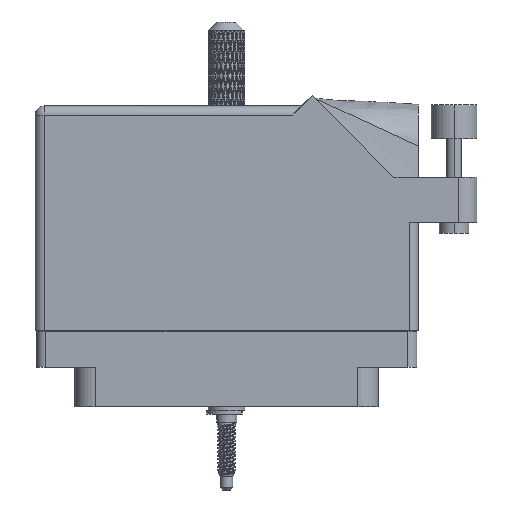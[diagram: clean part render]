
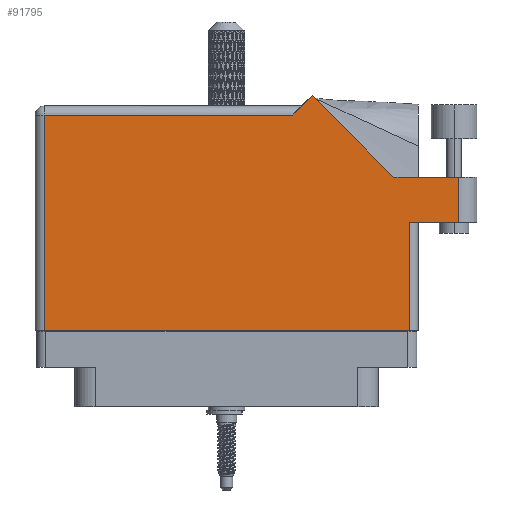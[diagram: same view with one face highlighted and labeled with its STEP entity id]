
A CAD part, front view. The second image highlights one B-rep face of the part: STEP entity #91795.
In plain terms, the highlighted face is planar.
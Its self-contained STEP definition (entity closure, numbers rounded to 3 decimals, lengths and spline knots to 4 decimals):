
#543 = LINE ( 'NONE', #106275, #78675 ) ;
#1280 = CARTESIAN_POINT ( 'NONE',  ( 1.244, -0.1, 0.455 ) ) ;
#1708 = ORIENTED_EDGE ( 'NONE', *, *, #57366, .T. ) ;
#2032 = VECTOR ( 'NONE', #95402, 39.3701 ) ;
#3811 = VECTOR ( 'NONE', #26841, 39.3701 ) ;
#8231 = DIRECTION ( 'NONE',  ( -1., 0., 0. ) ) ;
#10741 = CARTESIAN_POINT ( 'NONE',  ( 1.581, 0.637, 0.455 ) ) ;
#11003 = CARTESIAN_POINT ( 'NONE',  ( 1.244, 0.637, 0.455 ) ) ;
#13936 = ORIENTED_EDGE ( 'NONE', *, *, #105380, .T. ) ;
#14760 = CARTESIAN_POINT ( 'NONE',  ( 1.581, 0.944, 0.455 ) ) ;
#15973 = DIRECTION ( 'NONE',  ( -0.707, 0.707, 0. ) ) ;
#16774 = CARTESIAN_POINT ( 'NONE',  ( 1.1404, 0.944, 0.455 ) ) ;
#17392 = CARTESIAN_POINT ( 'NONE',  ( 1.581, 0.944, 0.455 ) ) ;
#18437 = CARTESIAN_POINT ( 'NONE',  ( -1.244, -0.1, 0.455 ) ) ;
#20095 = VERTEX_POINT ( 'NONE', #112894 ) ;
#26156 = DIRECTION ( 'NONE',  ( 1., 0., 0. ) ) ;
#26210 = CARTESIAN_POINT ( 'NONE',  ( -1.306, 1.368, 0.455 ) ) ;
#26444 = CARTESIAN_POINT ( 'NONE',  ( -1.306, 1.43, 0.455 ) ) ;
#26841 = DIRECTION ( 'NONE',  ( 1., 0., 0. ) ) ;
#28027 = LINE ( 'NONE', #89842, #3811 ) ;
#31046 = EDGE_LOOP ( 'NONE', ( #13936, #1708, #103613, #114818, #47150, #41719, #85366, #109060, #50797 ) ) ;
#33452 = DIRECTION ( 'NONE',  ( -0.707, -0.707, 0. ) ) ;
#34852 = DIRECTION ( 'NONE',  ( -1., 0., 0. ) ) ;
#35260 = CARTESIAN_POINT ( 'NONE',  ( 1.1404, 0.944, 0.455 ) ) ;
#36225 = LINE ( 'NONE', #26210, #41903 ) ;
#39085 = EDGE_CURVE ( 'NONE', #46408, #57617, #36225, .T. ) ;
#41719 = ORIENTED_EDGE ( 'NONE', *, *, #39085, .T. ) ;
#41903 = VECTOR ( 'NONE', #8231, 39.3701 ) ;
#44318 = DIRECTION ( 'NONE',  ( -1., 0., 0. ) ) ;
#45707 = VERTEX_POINT ( 'NONE', #10741 ) ;
#46408 = VERTEX_POINT ( 'NONE', #84180 ) ;
#47150 = ORIENTED_EDGE ( 'NONE', *, *, #57406, .T. ) ;
#47292 = VECTOR ( 'NONE', #99010, 39.3701 ) ;
#50683 = CARTESIAN_POINT ( 'NONE',  ( -1.244, 1.368, 0.455 ) ) ;
#50780 = EDGE_CURVE ( 'NONE', #57617, #20095, #71331, .T. ) ;
#50797 = ORIENTED_EDGE ( 'NONE', *, *, #107631, .T. ) ;
#51340 = AXIS2_PLACEMENT_3D ( 'NONE', #26444, #62513, #44318 ) ;
#52156 = VECTOR ( 'NONE', #15973, 39.3701 ) ;
#52736 = CARTESIAN_POINT ( 'NONE',  ( 1.706, 0.944, 0.455 ) ) ;
#56551 = EDGE_CURVE ( 'NONE', #103068, #61361, #57548, .T. ) ;
#57366 = EDGE_CURVE ( 'NONE', #45707, #103068, #63132, .T. ) ;
#57406 = EDGE_CURVE ( 'NONE', #63333, #46408, #105719, .T. ) ;
#57548 = LINE ( 'NONE', #52736, #112884 ) ;
#57617 = VERTEX_POINT ( 'NONE', #50683 ) ;
#61361 = VERTEX_POINT ( 'NONE', #35260 ) ;
#62513 = DIRECTION ( 'NONE',  ( 0., 0., -1. ) ) ;
#63132 = LINE ( 'NONE', #14760, #2032 ) ;
#63333 = VERTEX_POINT ( 'NONE', #78512 ) ;
#71331 = LINE ( 'NONE', #18437, #47292 ) ;
#73554 = FACE_OUTER_BOUND ( 'NONE', #31046, .T. ) ;
#78512 = CARTESIAN_POINT ( 'NONE',  ( 0.5837, 1.5007, 0.455 ) ) ;
#78675 = VECTOR ( 'NONE', #26156, 39.3701 ) ;
#78938 = EDGE_CURVE ( 'NONE', #20095, #94973, #28027, .T. ) ;
#82568 = VECTOR ( 'NONE', #110310, 39.3701 ) ;
#84180 = CARTESIAN_POINT ( 'NONE',  ( 0.451, 1.368, 0.455 ) ) ;
#85366 = ORIENTED_EDGE ( 'NONE', *, *, #50780, .T. ) ;
#89842 = CARTESIAN_POINT ( 'NONE',  ( -1.306, -0.1, 0.455 ) ) ;
#90402 = LINE ( 'NONE', #16774, #52156 ) ;
#91795 = ADVANCED_FACE ( 'NONE', ( #73554 ), #98598, .F. ) ;
#93229 = EDGE_CURVE ( 'NONE', #61361, #63333, #90402, .T. ) ;
#94973 = VERTEX_POINT ( 'NONE', #1280 ) ;
#95402 = DIRECTION ( 'NONE',  ( 0., 1., 0. ) ) ;
#98598 = PLANE ( 'NONE',  #51340 ) ;
#99010 = DIRECTION ( 'NONE',  ( 0., -1., 0. ) ) ;
#103068 = VERTEX_POINT ( 'NONE', #17392 ) ;
#103613 = ORIENTED_EDGE ( 'NONE', *, *, #56551, .T. ) ;
#104369 = VERTEX_POINT ( 'NONE', #107508 ) ;
#105380 = EDGE_CURVE ( 'NONE', #104369, #45707, #543, .T. ) ;
#105719 = LINE ( 'NONE', #107241, #111430 ) ;
#106275 = CARTESIAN_POINT ( 'NONE',  ( 1.306, 0.637, 0.455 ) ) ;
#107241 = CARTESIAN_POINT ( 'NONE',  ( 0.513, 1.43, 0.455 ) ) ;
#107508 = CARTESIAN_POINT ( 'NONE',  ( 1.244, 0.637, 0.455 ) ) ;
#107631 = EDGE_CURVE ( 'NONE', #94973, #104369, #111064, .T. ) ;
#109060 = ORIENTED_EDGE ( 'NONE', *, *, #78938, .T. ) ;
#110310 = DIRECTION ( 'NONE',  ( 0., 1., 0. ) ) ;
#111064 = LINE ( 'NONE', #11003, #82568 ) ;
#111430 = VECTOR ( 'NONE', #33452, 39.3701 ) ;
#112884 = VECTOR ( 'NONE', #34852, 39.3701 ) ;
#112894 = CARTESIAN_POINT ( 'NONE',  ( -1.244, -0.1, 0.455 ) ) ;
#114818 = ORIENTED_EDGE ( 'NONE', *, *, #93229, .T. ) ;
